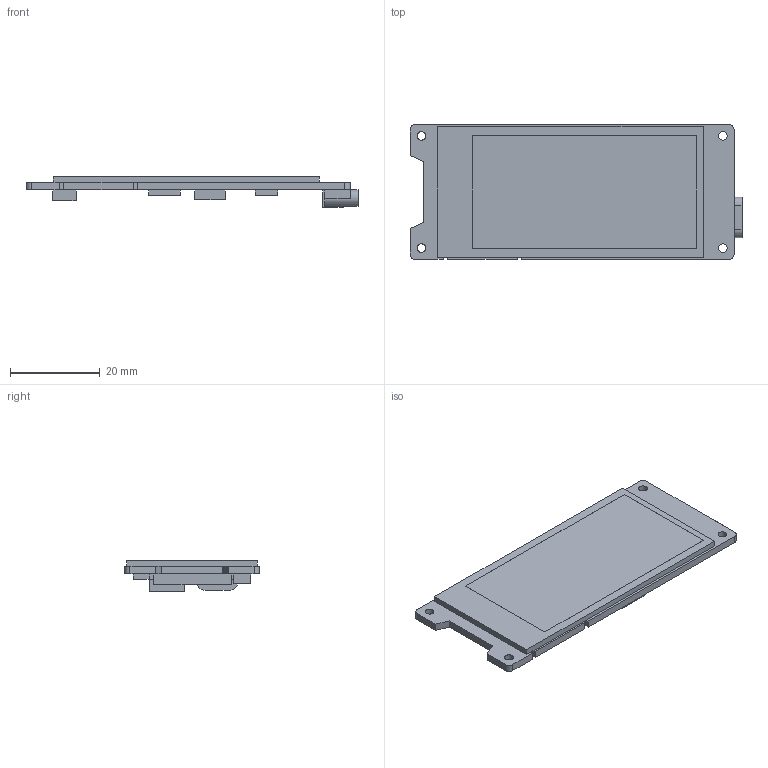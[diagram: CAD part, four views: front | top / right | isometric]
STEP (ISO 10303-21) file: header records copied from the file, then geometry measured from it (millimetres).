
FILE_DESCRIPTION(/* description */ (''),/* implementation_level */ '2;1');
FILE_NAME(/* name */ 'PCB-model-Heltec-WirelessPaper.step',/* time_stamp */ '2023-08-13T02:17:08-04:00',/* author */ (''),/* organization */ (''),/* preprocessor_version */ 'ST-DEVELOPER v19.2',/* originating_system */ 'Autodesk Translation Framework v12.6.0.85',/* authorisation */ '');
FILE_SCHEMA (('AUTOMOTIVE_DESIGN { 1 0 10303 214 3 1 1 }'));
Length unit declared in the file: millimetre
Products named in the file (1): Wireless_Paper_PCB
Bounding box: 73.94 x 30.03 x 6.89 mm (x, y, z)
Volume: 6424.9 mm3; surface area: 5456.7 mm2
Topology: 1 solids, 1 shells, 87 faces, 224 edges, 148 vertices
Faces by surface type: plane 75, cylinder 12
Full cylindrical faces by diameter (mm): 1.92 x4
Entity records: 2683 total; most frequent: CARTESIAN_POINT 460, ORIENTED_EDGE 448, DIRECTION 426, EDGE_CURVE 224, LINE 198, VECTOR 198, VERTEX_POINT 148, AXIS2_PLACEMENT_3D 114
